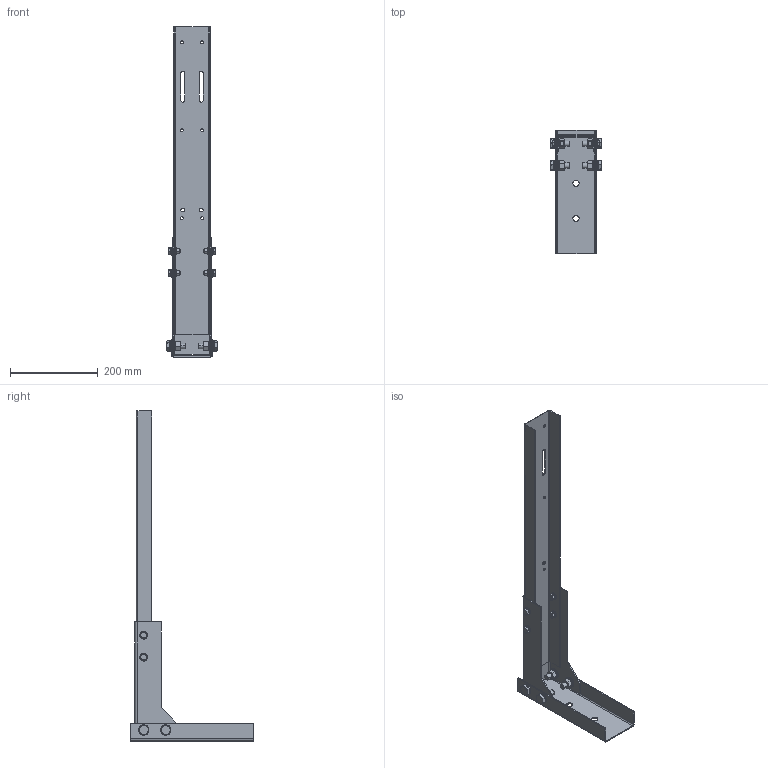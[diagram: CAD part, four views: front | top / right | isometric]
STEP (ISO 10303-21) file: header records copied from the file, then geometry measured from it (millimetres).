
FILE_DESCRIPTION (( 'STEP AP203' ), '1' );
FILE_NAME ('korz-1-02.00.000 Êðîíøòåéí.STEP', '2021-11-15T13:06:45', ( '' ), ( '' ), 'SwSTEP 2.0', 'SolidWorks 2021', '' );
FILE_SCHEMA (( 'CONFIG_CONTROL_DESIGN' ));
Length unit declared in the file: millimetre
Products named in the file (12): korz-1-02.00.001 Ïÿòêà îïîðíàÿ_00; korz-1-02.00.000 ﾊ煇鳫; ﾘ琺矜 DIN 125 ﾀ_丐ｩ｡ 12 DIN 125 ; korz-1-02.00.002 Øâåëëåð óïîðíûé_00; Ãàéêà DIN 934_ƒ ©ª  Œ12 DIN 934; ﾘ琺矜 DIN 125 ﾀ_丐ｩ｡ 8 DIN 125 ; Áîëò Ì8õ20 DIN 6921_PreviewCfg; Áîëò Ì12õ35 ÃÎÑÒ 7798-70_B18.2.3.3M - Heavy hex screw, M12 x 1.75 x 35 --35N; ﾘ琺矜 DIN 128_丐ｩ｡ 12 DIN 128; korz-1-02.00.003 嵕槶錼禬00; ﾘ琺矜 DIN 128_丐ｩ｡ 8 DIN 128; Ãàéêà DIN 934_ƒ ©ª  Œ8 DIN 934
Assembly tree (43 placements, depth 2):
  korz-1-02.00.000 ﾊ煇鳫
    korz-1-02.00.001 Ïÿòêà îïîðíàÿ_00
    korz-1-02.00.002 Øâåëëåð óïîðíûé_00
    korz-1-02.00.003 嵕槶錼禬00
    Áîëò Ì8õ20 DIN 6921_PreviewCfg  x4
    Áîëò Ì12õ35 ÃÎÑÒ 7798-70_B18.2.3.3M - Heavy hex screw, M12 x 1.75 x 35 --35N  x4
    Ãàéêà DIN 934_ƒ ©ª  Œ8 DIN 934  x4
    Ãàéêà DIN 934_ƒ ©ª  Œ12 DIN 934  x4
    ﾘ琺矜 DIN 125 ﾀ_丐ｩ｡ 8 DIN 125   x8
    ﾘ琺矜 DIN 125 ﾀ_丐ｩ｡ 12 DIN 125   x8
    ﾘ琺矜 DIN 128_丐ｩ｡ 8 DIN 128  x4
    ﾘ琺矜 DIN 128_丐ｩ｡ 12 DIN 128  x4
Bounding box: 114.52 x 280 x 751 mm (x, y, z)
Volume: 514078.3 mm3; surface area: 453061.5 mm2
Topology: 43 solids, 43 shells, 722 faces, 1580 edges, 952 vertices
Faces by surface type: plane 286, cone 200, cylinder 188, torus 24, bspline 24
Entity records: 10390 total; most frequent: CARTESIAN_POINT 2010, DIRECTION 1368, ORIENTED_EDGE 1228, EDGE_CURVE 614, AXIS2_PLACEMENT_3D 548, VERTEX_POINT 372, EDGE_LOOP 332, VECTOR 272
